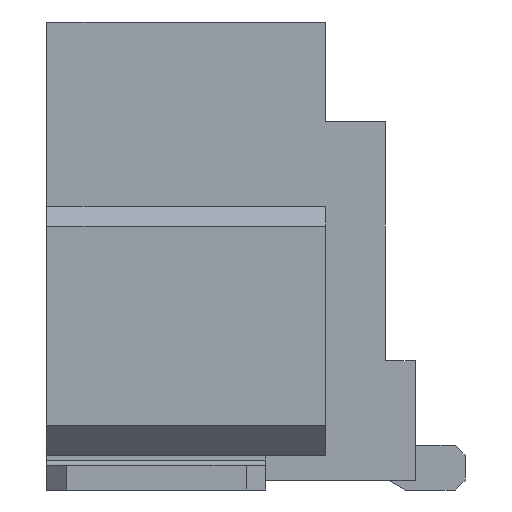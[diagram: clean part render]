
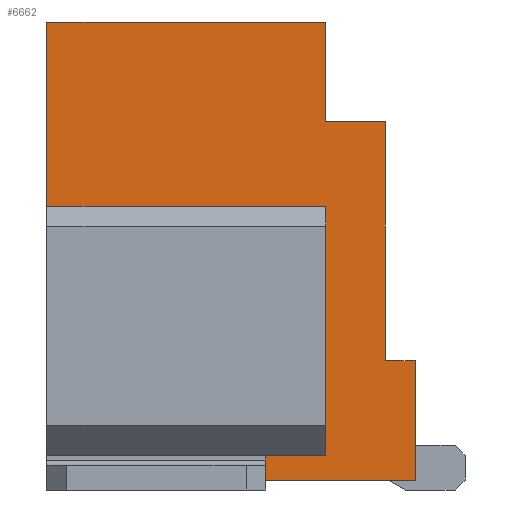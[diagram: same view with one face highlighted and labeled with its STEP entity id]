
A CAD part, left-side view. The second image highlights one B-rep face of the part: STEP entity #6662.
In plain terms, the highlighted planar face has unit normal (-1, 0, 0).
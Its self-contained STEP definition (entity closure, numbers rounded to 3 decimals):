
#73=DIRECTION('',(0.,0.,1.));
#74=VECTOR('',#73,1.2);
#75=CARTESIAN_POINT('',(-5.875,-1.85,-2.3));
#76=LINE('',#75,#74);
#853=DIRECTION('',(0.,-1.,0.));
#854=VECTOR('',#853,2.8);
#855=CARTESIAN_POINT('',(-5.875,1.85,2.3));
#856=LINE('',#855,#854);
#1373=DIRECTION('',(0.,0.,-1.));
#1374=VECTOR('',#1373,1.);
#1375=CARTESIAN_POINT('',(-5.875,-0.95,2.3));
#1376=LINE('',#1375,#1374);
#1377=DIRECTION('',(0.,-1.,0.));
#1378=VECTOR('',#1377,0.6);
#1379=CARTESIAN_POINT('',(-5.875,-0.95,1.3));
#1380=LINE('',#1379,#1378);
#1381=DIRECTION('',(0.,0.,-1.));
#1382=VECTOR('',#1381,2.4);
#1383=CARTESIAN_POINT('',(-5.875,-1.55,1.3));
#1384=LINE('',#1383,#1382);
#1385=DIRECTION('',(0.,1.,0.));
#1386=VECTOR('',#1385,0.3);
#1387=CARTESIAN_POINT('',(-5.875,-1.85,-1.1));
#1388=LINE('',#1387,#1386);
#1389=DIRECTION('',(0.,0.,1.));
#1390=VECTOR('',#1389,0.25);
#1391=CARTESIAN_POINT('',(-5.875,1.85,-2.3));
#1392=LINE('',#1391,#1390);
#1393=DIRECTION('',(0.,-1.,0.));
#1394=VECTOR('',#1393,2.8);
#1395=CARTESIAN_POINT('',(-5.875,1.85,-2.05));
#1396=LINE('',#1395,#1394);
#1397=DIRECTION('',(0.,0.,-1.));
#1398=VECTOR('',#1397,2.5);
#1399=CARTESIAN_POINT('',(-5.875,-0.95,0.45));
#1400=LINE('',#1399,#1398);
#1401=DIRECTION('',(0.,-1.,0.));
#1402=VECTOR('',#1401,2.8);
#1403=CARTESIAN_POINT('',(-5.875,1.85,0.45));
#1404=LINE('',#1403,#1402);
#1405=DIRECTION('',(0.,0.,1.));
#1406=VECTOR('',#1405,1.85);
#1407=CARTESIAN_POINT('',(-5.875,1.85,0.45));
#1408=LINE('',#1407,#1406);
#1473=DIRECTION('',(0.,-1.,0.));
#1474=VECTOR('',#1473,3.7);
#1475=CARTESIAN_POINT('',(-5.875,1.85,-2.3));
#1476=LINE('',#1475,#1474);
#3911=CARTESIAN_POINT('',(-5.875,1.85,-2.3));
#3912=CARTESIAN_POINT('',(-5.875,-1.85,-2.3));
#3913=VERTEX_POINT('',#3911);
#3914=VERTEX_POINT('',#3912);
#3951=CARTESIAN_POINT('',(-5.875,-0.95,0.45));
#3952=CARTESIAN_POINT('',(-5.875,-0.95,-2.05));
#3953=VERTEX_POINT('',#3951);
#3954=VERTEX_POINT('',#3952);
#3955=CARTESIAN_POINT('',(-5.875,1.85,0.45));
#3956=VERTEX_POINT('',#3955);
#3963=CARTESIAN_POINT('',(-5.875,1.85,2.3));
#3964=VERTEX_POINT('',#3963);
#3999=CARTESIAN_POINT('',(-5.875,-1.85,-1.1));
#4000=CARTESIAN_POINT('',(-5.875,-1.55,-1.1));
#4001=VERTEX_POINT('',#3999);
#4002=VERTEX_POINT('',#4000);
#4008=CARTESIAN_POINT('',(-5.875,-1.55,1.3));
#4010=VERTEX_POINT('',#4008);
#4179=CARTESIAN_POINT('',(-5.875,-0.95,2.3));
#4180=CARTESIAN_POINT('',(-5.875,-0.95,1.3));
#4181=VERTEX_POINT('',#4179);
#4182=VERTEX_POINT('',#4180);
#4605=CARTESIAN_POINT('',(-5.875,1.85,-2.05));
#4606=VERTEX_POINT('',#4605);
#6637=CARTESIAN_POINT('',(-5.875,1.85,-2.3));
#6638=DIRECTION('',(-1.,0.,0.));
#6639=DIRECTION('',(0.,-1.,0.));
#6640=AXIS2_PLACEMENT_3D('',#6637,#6638,#6639);
#6641=PLANE('',#6640);
#6642=ORIENTED_EDGE('',*,*,#6063,.T.);
#6644=ORIENTED_EDGE('',*,*,#6643,.T.);
#6646=ORIENTED_EDGE('',*,*,#6645,.T.);
#6647=ORIENTED_EDGE('',*,*,#6201,.F.);
#6648=ORIENTED_EDGE('',*,*,#5244,.F.);
#6650=ORIENTED_EDGE('',*,*,#6649,.F.);
#6651=ORIENTED_EDGE('',*,*,#5549,.T.);
#6653=ORIENTED_EDGE('',*,*,#6652,.T.);
#6655=ORIENTED_EDGE('',*,*,#6654,.F.);
#6657=ORIENTED_EDGE('',*,*,#6656,.F.);
#6658=ORIENTED_EDGE('',*,*,#5527,.T.);
#6659=ORIENTED_EDGE('',*,*,#6004,.T.);
#6660=EDGE_LOOP('',(#6642,#6644,#6646,#6647,#6648,#6650,#6651,#6653,#6655,#6657,
#6658,#6659));
#6661=FACE_OUTER_BOUND('',#6660,.F.);
#6662=ADVANCED_FACE('',(#6661),#6641,.T.);
#5244=EDGE_CURVE('',#3914,#4001,#76,.T.);
#5527=EDGE_CURVE('',#3956,#3964,#1408,.T.);
#5549=EDGE_CURVE('',#3913,#4606,#1392,.T.);
#6004=EDGE_CURVE('',#3964,#4181,#856,.T.);
#6063=EDGE_CURVE('',#4181,#4182,#1376,.T.);
#6201=EDGE_CURVE('',#4001,#4002,#1388,.T.);
#6643=EDGE_CURVE('',#4182,#4010,#1380,.T.);
#6645=EDGE_CURVE('',#4010,#4002,#1384,.T.);
#6649=EDGE_CURVE('',#3913,#3914,#1476,.T.);
#6652=EDGE_CURVE('',#4606,#3954,#1396,.T.);
#6654=EDGE_CURVE('',#3953,#3954,#1400,.T.);
#6656=EDGE_CURVE('',#3956,#3953,#1404,.T.);
